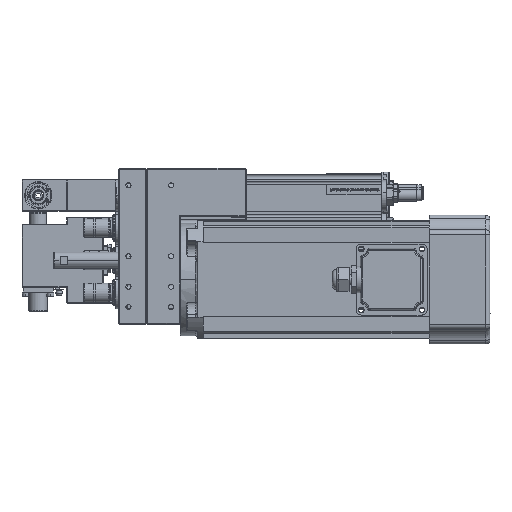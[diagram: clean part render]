
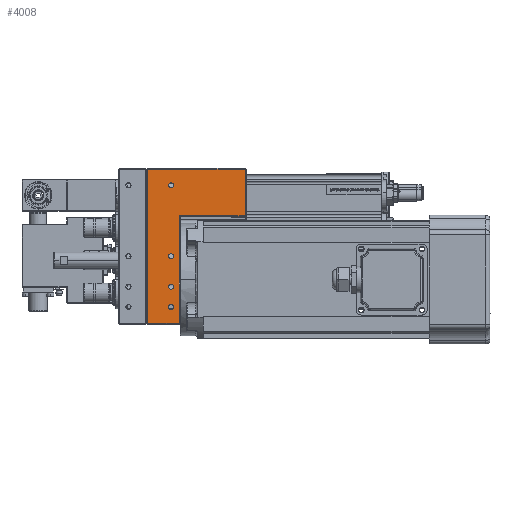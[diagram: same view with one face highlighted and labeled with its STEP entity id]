
A CAD part, left-side view. The second image highlights one B-rep face of the part: STEP entity #4008.
In plain terms, the highlighted planar face has unit normal (-1, 0, 0).
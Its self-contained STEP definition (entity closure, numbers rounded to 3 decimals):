
#494 = CARTESIAN_POINT ( 'NONE',  ( -240., -24., 108.5 ) ) ;
#1766 = AXIS2_PLACEMENT_3D ( 'NONE', #106704, #53159, #26943 ) ;
#2417 = AXIS2_PLACEMENT_3D ( 'NONE', #148280, #68305, #56642 ) ;
#4008 = ADVANCED_FACE ( 'NONE', ( #28289, #38666, #151277, #7156, #117800 ), #163631, .T. ) ;
#5609 = DIRECTION ( 'NONE',  ( -1., 0., 0. ) ) ;
#5640 = EDGE_LOOP ( 'NONE', ( #112468, #39497, #26109, #134357, #55008, #154470 ) ) ;
#7156 = FACE_BOUND ( 'NONE', #127266, .T. ) ;
#8158 = ORIENTED_EDGE ( 'NONE', *, *, #22227, .F. ) ;
#9370 = EDGE_LOOP ( 'NONE', ( #88339, #72545 ) ) ;
#13200 = CARTESIAN_POINT ( 'NONE',  ( -240., -97., 122. ) ) ;
#13920 = DIRECTION ( 'NONE',  ( 0., 0., 1. ) ) ;
#15615 = VECTOR ( 'NONE', #124185, 1000. ) ;
#18588 = DIRECTION ( 'NONE',  ( 0., 0., 1. ) ) ;
#19719 = VECTOR ( 'NONE', #24338, 1000. ) ;
#22227 = EDGE_CURVE ( 'NONE', #79254, #76686, #60080, .T. ) ;
#23803 = LINE ( 'NONE', #32120, #107209 ) ;
#24338 = DIRECTION ( 'NONE',  ( 0., 0., 1. ) ) ;
#24724 = ORIENTED_EDGE ( 'NONE', *, *, #60889, .F. ) ;
#25628 = DIRECTION ( 'NONE',  ( -1., 0., 0. ) ) ;
#26109 = ORIENTED_EDGE ( 'NONE', *, *, #37892, .T. ) ;
#26943 = DIRECTION ( 'NONE',  ( 0., 0., 1. ) ) ;
#28289 = FACE_OUTER_BOUND ( 'NONE', #5640, .T. ) ;
#29414 = DIRECTION ( 'NONE',  ( 0., 1., 0. ) ) ;
#30497 = VERTEX_POINT ( 'NONE', #494 ) ;
#32120 = CARTESIAN_POINT ( 'NONE',  ( -240., -97., 123. ) ) ;
#34524 = EDGE_CURVE ( 'NONE', #57688, #80444, #47921, .T. ) ;
#37892 = EDGE_CURVE ( 'NONE', #142525, #127112, #86511, .T. ) ;
#38029 = EDGE_CURVE ( 'NONE', #80444, #79185, #171924, .T. ) ;
#38666 = FACE_BOUND ( 'NONE', #9370, .T. ) ;
#39497 = ORIENTED_EDGE ( 'NONE', *, *, #152775, .T. ) ;
#41224 = CARTESIAN_POINT ( 'NONE',  ( -240., -32., 76. ) ) ;
#41882 = AXIS2_PLACEMENT_3D ( 'NONE', #56339, #70855, #83694 ) ;
#42178 = CIRCLE ( 'NONE', #2417, 2.5 ) ;
#45901 = VECTOR ( 'NONE', #93333, 1000. ) ;
#47921 = LINE ( 'NONE', #54871, #45901 ) ;
#50869 = EDGE_CURVE ( 'NONE', #104324, #84391, #158979, .T. ) ;
#53159 = DIRECTION ( 'NONE',  ( -1., 0., 0. ) ) ;
#54871 = CARTESIAN_POINT ( 'NONE',  ( -240., -1., -31. ) ) ;
#55008 = ORIENTED_EDGE ( 'NONE', *, *, #61619, .T. ) ;
#56339 = CARTESIAN_POINT ( 'NONE',  ( -240., -98., -31. ) ) ;
#56642 = DIRECTION ( 'NONE',  ( 0., 0., 1. ) ) ;
#57688 = VERTEX_POINT ( 'NONE', #88858 ) ;
#57748 = DIRECTION ( 'NONE',  ( 0., 0., 1. ) ) ;
#58081 = AXIS2_PLACEMENT_3D ( 'NONE', #58141, #5609, #125781 ) ;
#58141 = CARTESIAN_POINT ( 'NONE',  ( -240., -24., 6. ) ) ;
#58222 = AXIS2_PLACEMENT_3D ( 'NONE', #120679, #132432, #13920 ) ;
#58551 = CARTESIAN_POINT ( 'NONE',  ( -240., -1., -30. ) ) ;
#58701 = EDGE_CURVE ( 'NONE', #84391, #104324, #167395, .T. ) ;
#58966 = CARTESIAN_POINT ( 'NONE',  ( -240., -24., 103.5 ) ) ;
#60080 = CIRCLE ( 'NONE', #89699, 2.5 ) ;
#60889 = EDGE_CURVE ( 'NONE', #112169, #92394, #74508, .T. ) ;
#61619 = EDGE_CURVE ( 'NONE', #145068, #57688, #163777, .T. ) ;
#62399 = CARTESIAN_POINT ( 'NONE',  ( -240., -24., 38.5 ) ) ;
#65097 = AXIS2_PLACEMENT_3D ( 'NONE', #139977, #85665, #18588 ) ;
#66271 = AXIS2_PLACEMENT_3D ( 'NONE', #145202, #25628, #144073 ) ;
#68305 = DIRECTION ( 'NONE',  ( -1., 0., 0. ) ) ;
#69724 = DIRECTION ( 'NONE',  ( 0., 0., 1. ) ) ;
#70855 = DIRECTION ( 'NONE',  ( -1., 0., 0. ) ) ;
#72234 = CARTESIAN_POINT ( 'NONE',  ( -240., -98., 76. ) ) ;
#72545 = ORIENTED_EDGE ( 'NONE', *, *, #101185, .F. ) ;
#74508 = CIRCLE ( 'NONE', #66271, 2.5 ) ;
#75300 = EDGE_LOOP ( 'NONE', ( #153450, #78131 ) ) ;
#76028 = VECTOR ( 'NONE', #29414, 1000. ) ;
#76686 = VERTEX_POINT ( 'NONE', #62399 ) ;
#78131 = ORIENTED_EDGE ( 'NONE', *, *, #50869, .F. ) ;
#78925 = EDGE_CURVE ( 'NONE', #92394, #112169, #42178, .T. ) ;
#79185 = VERTEX_POINT ( 'NONE', #130722 ) ;
#79254 = VERTEX_POINT ( 'NONE', #93856 ) ;
#80444 = VERTEX_POINT ( 'NONE', #58551 ) ;
#82419 = CARTESIAN_POINT ( 'NONE',  ( -240., -98., 122. ) ) ;
#83694 = DIRECTION ( 'NONE',  ( 0., 0., 1. ) ) ;
#84391 = VERTEX_POINT ( 'NONE', #124041 ) ;
#85665 = DIRECTION ( 'NONE',  ( -1., 0., 0. ) ) ;
#86511 = LINE ( 'NONE', #72234, #15615 ) ;
#88339 = ORIENTED_EDGE ( 'NONE', *, *, #91491, .F. ) ;
#88858 = CARTESIAN_POINT ( 'NONE',  ( -240., -1., 122. ) ) ;
#89699 = AXIS2_PLACEMENT_3D ( 'NONE', #129447, #115373, #142325 ) ;
#91331 = CARTESIAN_POINT ( 'NONE',  ( -240., -24., 3.5 ) ) ;
#91491 = EDGE_CURVE ( 'NONE', #30497, #92621, #150150, .T. ) ;
#92394 = VERTEX_POINT ( 'NONE', #160545 ) ;
#92621 = VERTEX_POINT ( 'NONE', #58966 ) ;
#93333 = DIRECTION ( 'NONE',  ( 0., 0., -1. ) ) ;
#93856 = CARTESIAN_POINT ( 'NONE',  ( -240., -24., 33.5 ) ) ;
#100462 = EDGE_LOOP ( 'NONE', ( #167238, #8158 ) ) ;
#101185 = EDGE_CURVE ( 'NONE', #92621, #30497, #172042, .T. ) ;
#104324 = VERTEX_POINT ( 'NONE', #91331 ) ;
#106704 = CARTESIAN_POINT ( 'NONE',  ( -240., -24., 106. ) ) ;
#107209 = VECTOR ( 'NONE', #57748, 1000. ) ;
#109077 = ORIENTED_EDGE ( 'NONE', *, *, #78925, .F. ) ;
#111710 = CARTESIAN_POINT ( 'NONE',  ( -240., -24., -11.5 ) ) ;
#112169 = VERTEX_POINT ( 'NONE', #111710 ) ;
#112468 = ORIENTED_EDGE ( 'NONE', *, *, #38029, .T. ) ;
#115373 = DIRECTION ( 'NONE',  ( -1., 0., 0. ) ) ;
#117715 = VECTOR ( 'NONE', #141153, 1000. ) ;
#117800 = FACE_BOUND ( 'NONE', #75300, .T. ) ;
#120679 = CARTESIAN_POINT ( 'NONE',  ( -240., -24., 106. ) ) ;
#123987 = DIRECTION ( 'NONE',  ( -1., 0., 0. ) ) ;
#124041 = CARTESIAN_POINT ( 'NONE',  ( -240., -24., 8.5 ) ) ;
#124185 = DIRECTION ( 'NONE',  ( 0., -1., 0. ) ) ;
#125781 = DIRECTION ( 'NONE',  ( 0., 0., 1. ) ) ;
#125928 = EDGE_CURVE ( 'NONE', #127112, #145068, #23803, .T. ) ;
#127112 = VERTEX_POINT ( 'NONE', #141942 ) ;
#127266 = EDGE_LOOP ( 'NONE', ( #24724, #109077 ) ) ;
#129447 = CARTESIAN_POINT ( 'NONE',  ( -240., -24., 36. ) ) ;
#130418 = LINE ( 'NONE', #130518, #19719 ) ;
#130518 = CARTESIAN_POINT ( 'NONE',  ( -240., -32., -31. ) ) ;
#130722 = CARTESIAN_POINT ( 'NONE',  ( -240., -32., -30. ) ) ;
#132432 = DIRECTION ( 'NONE',  ( -1., 0., 0. ) ) ;
#134357 = ORIENTED_EDGE ( 'NONE', *, *, #125928, .T. ) ;
#136328 = CARTESIAN_POINT ( 'NONE',  ( -240., -24., 6. ) ) ;
#139977 = CARTESIAN_POINT ( 'NONE',  ( -240., -24., 36. ) ) ;
#141153 = DIRECTION ( 'NONE',  ( 0., -1., 0. ) ) ;
#141942 = CARTESIAN_POINT ( 'NONE',  ( -240., -97., 76. ) ) ;
#142325 = DIRECTION ( 'NONE',  ( 0., 0., 1. ) ) ;
#142525 = VERTEX_POINT ( 'NONE', #41224 ) ;
#144073 = DIRECTION ( 'NONE',  ( 0., 0., 1. ) ) ;
#145068 = VERTEX_POINT ( 'NONE', #13200 ) ;
#145202 = CARTESIAN_POINT ( 'NONE',  ( -240., -24., -14. ) ) ;
#148280 = CARTESIAN_POINT ( 'NONE',  ( -240., -24., -14. ) ) ;
#150150 = CIRCLE ( 'NONE', #58222, 2.5 ) ;
#150571 = AXIS2_PLACEMENT_3D ( 'NONE', #136328, #123987, #69724 ) ;
#151277 = FACE_BOUND ( 'NONE', #100462, .T. ) ;
#152775 = EDGE_CURVE ( 'NONE', #79185, #142525, #130418, .T. ) ;
#153450 = ORIENTED_EDGE ( 'NONE', *, *, #58701, .F. ) ;
#154470 = ORIENTED_EDGE ( 'NONE', *, *, #34524, .T. ) ;
#155386 = CIRCLE ( 'NONE', #65097, 2.5 ) ;
#155656 = CARTESIAN_POINT ( 'NONE',  ( -240., -98., -30. ) ) ;
#158979 = CIRCLE ( 'NONE', #150571, 2.5 ) ;
#160545 = CARTESIAN_POINT ( 'NONE',  ( -240., -24., -16.5 ) ) ;
#163631 = PLANE ( 'NONE',  #41882 ) ;
#163777 = LINE ( 'NONE', #82419, #76028 ) ;
#167238 = ORIENTED_EDGE ( 'NONE', *, *, #171448, .F. ) ;
#167395 = CIRCLE ( 'NONE', #58081, 2.5 ) ;
#171448 = EDGE_CURVE ( 'NONE', #76686, #79254, #155386, .T. ) ;
#171924 = LINE ( 'NONE', #155656, #117715 ) ;
#172042 = CIRCLE ( 'NONE', #1766, 2.5 ) ;
